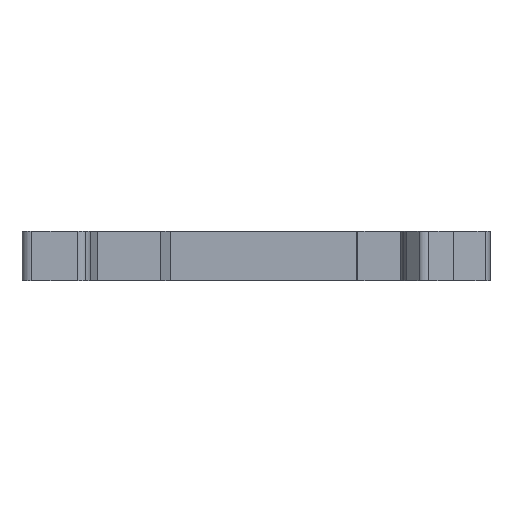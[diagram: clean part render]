
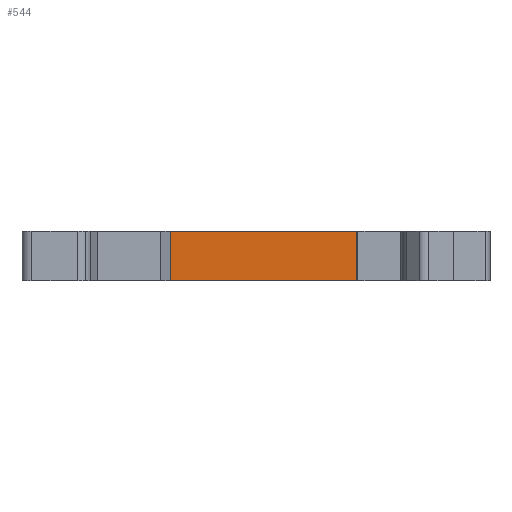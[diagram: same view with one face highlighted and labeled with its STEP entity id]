
A CAD part, front view. The second image highlights one B-rep face of the part: STEP entity #544.
In plain terms, the highlighted planar face has unit normal (0, -1, 0).
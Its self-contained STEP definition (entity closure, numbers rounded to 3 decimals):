
#243=PLANE('',#6398);
#544=ADVANCED_FACE('',(#937),#243,.T.);
#937=FACE_OUTER_BOUND('',#1245,.T.);
#1245=EDGE_LOOP('',(#2450,#2451,#2452,#2453));
#2450=ORIENTED_EDGE('',*,*,#4513,.T.);
#2451=ORIENTED_EDGE('',*,*,#4511,.F.);
#2452=ORIENTED_EDGE('',*,*,#4514,.T.);
#2453=ORIENTED_EDGE('',*,*,#4367,.T.);
#3650=VERTEX_POINT('',#9318);
#3651=VERTEX_POINT('',#9320);
#3737=VERTEX_POINT('',#9607);
#3738=VERTEX_POINT('',#9609);
#4367=EDGE_CURVE('',#3651,#3650,#5102,.T.);
#4511=EDGE_CURVE('',#3737,#3738,#5230,.T.);
#4513=EDGE_CURVE('',#3650,#3738,#5232,.T.);
#4514=EDGE_CURVE('',#3737,#3651,#5233,.T.);
#5102=LINE('',#9319,#5745);
#5230=LINE('',#9608,#5873);
#5232=LINE('',#9612,#5875);
#5233=LINE('',#9613,#5876);
#5745=VECTOR('',#7392,1.);
#5873=VECTOR('',#7644,1.);
#5875=VECTOR('',#7648,1.);
#5876=VECTOR('',#7649,1.);
#6398=AXIS2_PLACEMENT_3D('',#9614,#7650,#7651);
#7392=DIRECTION('',(0.,0.,1.));
#7644=DIRECTION('',(0.,0.,1.));
#7648=DIRECTION('',(-1.,0.,0.));
#7649=DIRECTION('',(1.,0.,0.));
#7650=DIRECTION('',(0.,-1.,0.));
#7651=DIRECTION('',(0.,0.,-1.));
#9318=CARTESIAN_POINT('',(10.273,-33.635,0.));
#9319=CARTESIAN_POINT('',(10.273,-33.635,-5.2));
#9320=CARTESIAN_POINT('',(10.273,-33.635,-5.2));
#9607=CARTESIAN_POINT('',(-9.11,-33.635,-5.2));
#9608=CARTESIAN_POINT('',(-9.11,-33.635,-5.2));
#9609=CARTESIAN_POINT('',(-9.11,-33.635,0.));
#9612=CARTESIAN_POINT('',(10.273,-33.635,0.));
#9613=CARTESIAN_POINT('',(-9.11,-33.635,-5.2));
#9614=CARTESIAN_POINT('',(-16.279,-33.635,-5.2));
